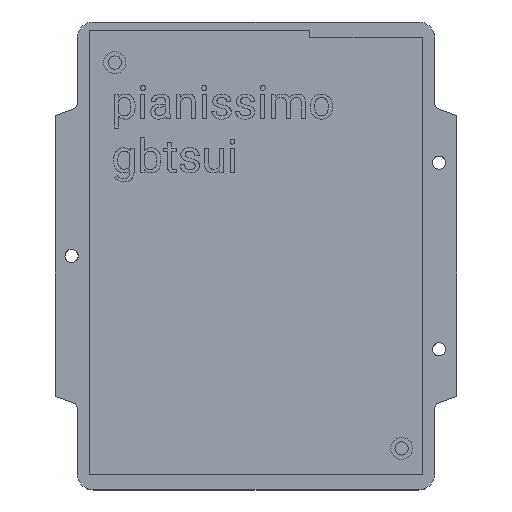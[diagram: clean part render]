
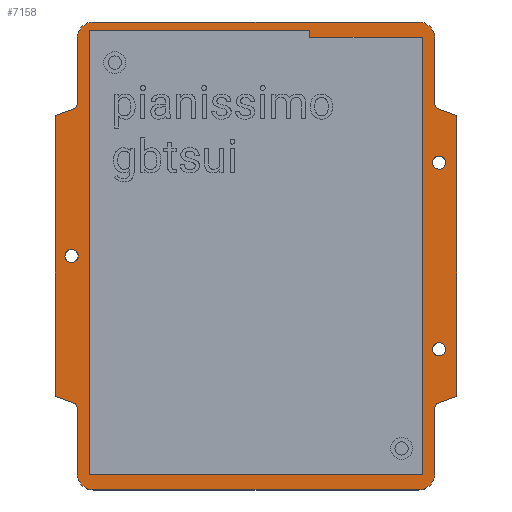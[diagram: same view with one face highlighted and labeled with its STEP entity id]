
A CAD part, top view. The second image highlights one B-rep face of the part: STEP entity #7158.
In plain terms, the highlighted planar face has unit normal (0, 0, 1).
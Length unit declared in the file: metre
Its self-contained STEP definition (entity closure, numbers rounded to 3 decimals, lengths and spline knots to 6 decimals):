
#336=CIRCLE('',#7625,0.0012);
#337=CIRCLE('',#7626,0.0012);
#338=CIRCLE('',#7627,0.0012);
#339=CIRCLE('',#7628,0.001);
#340=CIRCLE('',#7629,0.003);
#341=CIRCLE('',#7630,0.003);
#342=CIRCLE('',#7631,0.001);
#343=CIRCLE('',#7632,0.001);
#344=CIRCLE('',#7633,0.003);
#345=CIRCLE('',#7634,0.003);
#346=CIRCLE('',#7635,0.001);
#1130=ORIENTED_EDGE('',*,*,#3360,.T.);
#1131=ORIENTED_EDGE('',*,*,#3361,.T.);
#1132=ORIENTED_EDGE('',*,*,#3362,.T.);
#1133=ORIENTED_EDGE('',*,*,#3363,.T.);
#1134=ORIENTED_EDGE('',*,*,#3364,.T.);
#1135=ORIENTED_EDGE('',*,*,#3327,.F.);
#1136=ORIENTED_EDGE('',*,*,#3365,.T.);
#1137=ORIENTED_EDGE('',*,*,#3366,.T.);
#1138=ORIENTED_EDGE('',*,*,#3367,.T.);
#1139=ORIENTED_EDGE('',*,*,#3345,.T.);
#1140=ORIENTED_EDGE('',*,*,#3368,.T.);
#1141=ORIENTED_EDGE('',*,*,#3369,.T.);
#1142=ORIENTED_EDGE('',*,*,#3370,.T.);
#1143=ORIENTED_EDGE('',*,*,#3371,.T.);
#1144=ORIENTED_EDGE('',*,*,#3372,.T.);
#1145=ORIENTED_EDGE('',*,*,#3334,.T.);
#1146=ORIENTED_EDGE('',*,*,#3373,.T.);
#1147=ORIENTED_EDGE('',*,*,#3374,.F.);
#1148=ORIENTED_EDGE('',*,*,#3375,.T.);
#1149=ORIENTED_EDGE('',*,*,#3320,.F.);
#1150=ORIENTED_EDGE('',*,*,#3376,.T.);
#1151=ORIENTED_EDGE('',*,*,#3377,.T.);
#1152=ORIENTED_EDGE('',*,*,#3378,.F.);
#1153=ORIENTED_EDGE('',*,*,#3379,.F.);
#1154=ORIENTED_EDGE('',*,*,#3380,.T.);
#1155=ORIENTED_EDGE('',*,*,#3357,.F.);
#1156=ORIENTED_EDGE('',*,*,#3381,.T.);
#1157=ORIENTED_EDGE('',*,*,#3382,.T.);
#1158=ORIENTED_EDGE('',*,*,#3383,.F.);
#3320=EDGE_CURVE('',#4438,#4439,#4984,.T.);
#3327=EDGE_CURVE('',#4445,#4446,#4991,.T.);
#3334=EDGE_CURVE('',#4452,#4453,#4997,.T.);
#3345=EDGE_CURVE('',#4464,#4463,#5006,.T.);
#3357=EDGE_CURVE('',#4470,#4471,#5011,.T.);
#3360=EDGE_CURVE('',#4472,#4472,#336,.F.);
#3361=EDGE_CURVE('',#4473,#4473,#337,.F.);
#3362=EDGE_CURVE('',#4474,#4474,#338,.F.);
#3363=EDGE_CURVE('',#4475,#4476,#5014,.F.);
#3364=EDGE_CURVE('',#4476,#4446,#339,.F.);
#3365=EDGE_CURVE('',#4445,#4477,#340,.T.);
#3366=EDGE_CURVE('',#4477,#4478,#5015,.T.);
#3367=EDGE_CURVE('',#4478,#4464,#341,.T.);
#3368=EDGE_CURVE('',#4463,#4479,#342,.F.);
#3369=EDGE_CURVE('',#4479,#4480,#5016,.T.);
#3370=EDGE_CURVE('',#4480,#4481,#5017,.T.);
#3371=EDGE_CURVE('',#4481,#4482,#5018,.F.);
#3372=EDGE_CURVE('',#4482,#4452,#343,.F.);
#3373=EDGE_CURVE('',#4453,#4483,#344,.T.);
#3374=EDGE_CURVE('',#4484,#4483,#5019,.T.);
#3375=EDGE_CURVE('',#4484,#4439,#345,.T.);
#3376=EDGE_CURVE('',#4438,#4485,#346,.F.);
#3377=EDGE_CURVE('',#4485,#4486,#5020,.T.);
#3378=EDGE_CURVE('',#4475,#4486,#5021,.T.);
#3379=EDGE_CURVE('',#4487,#4488,#5022,.T.);
#3380=EDGE_CURVE('',#4487,#4471,#5023,.T.);
#3381=EDGE_CURVE('',#4470,#4489,#5024,.T.);
#3382=EDGE_CURVE('',#4489,#4490,#5025,.T.);
#3383=EDGE_CURVE('',#4488,#4490,#5026,.T.);
#4438=VERTEX_POINT('',#10108);
#4439=VERTEX_POINT('',#10110);
#4445=VERTEX_POINT('',#10125);
#4446=VERTEX_POINT('',#10126);
#4452=VERTEX_POINT('',#10140);
#4453=VERTEX_POINT('',#10141);
#4463=VERTEX_POINT('',#10162);
#4464=VERTEX_POINT('',#10164);
#4470=VERTEX_POINT('',#10213);
#4471=VERTEX_POINT('',#10214);
#4472=VERTEX_POINT('',#10219);
#4473=VERTEX_POINT('',#10221);
#4474=VERTEX_POINT('',#10223);
#4475=VERTEX_POINT('',#10225);
#4476=VERTEX_POINT('',#10226);
#4477=VERTEX_POINT('',#10229);
#4478=VERTEX_POINT('',#10231);
#4479=VERTEX_POINT('',#10234);
#4480=VERTEX_POINT('',#10236);
#4481=VERTEX_POINT('',#10238);
#4482=VERTEX_POINT('',#10240);
#4483=VERTEX_POINT('',#10243);
#4484=VERTEX_POINT('',#10245);
#4485=VERTEX_POINT('',#10248);
#4486=VERTEX_POINT('',#10250);
#4487=VERTEX_POINT('',#10253);
#4488=VERTEX_POINT('',#10254);
#4489=VERTEX_POINT('',#10257);
#4490=VERTEX_POINT('',#10259);
#4984=LINE('',#10109,#5585);
#4991=LINE('',#10124,#5592);
#4997=LINE('',#10139,#5598);
#5006=LINE('',#10163,#5607);
#5011=LINE('',#10212,#5612);
#5014=LINE('',#10224,#5615);
#5015=LINE('',#10230,#5616);
#5016=LINE('',#10235,#5617);
#5017=LINE('',#10237,#5618);
#5018=LINE('',#10239,#5619);
#5019=LINE('',#10244,#5620);
#5020=LINE('',#10249,#5621);
#5021=LINE('',#10251,#5622);
#5022=LINE('',#10252,#5623);
#5023=LINE('',#10255,#5624);
#5024=LINE('',#10256,#5625);
#5025=LINE('',#10258,#5626);
#5026=LINE('',#10260,#5627);
#5585=VECTOR('',#8083,1.);
#5592=VECTOR('',#8094,1.);
#5598=VECTOR('',#8104,1.);
#5607=VECTOR('',#8119,1.);
#5612=VECTOR('',#8138,1.);
#5615=VECTOR('',#8149,1.);
#5616=VECTOR('',#8154,1.);
#5617=VECTOR('',#8159,1.);
#5618=VECTOR('',#8160,1.);
#5619=VECTOR('',#8161,1.);
#5620=VECTOR('',#8166,1.);
#5621=VECTOR('',#8171,1.);
#5622=VECTOR('',#8172,1.);
#5623=VECTOR('',#8173,1.);
#5624=VECTOR('',#8174,1.);
#5625=VECTOR('',#8175,1.);
#5626=VECTOR('',#8176,1.);
#5627=VECTOR('',#8177,1.);
#6122=EDGE_LOOP('',(#1130));
#6123=EDGE_LOOP('',(#1131));
#6124=EDGE_LOOP('',(#1132));
#6125=EDGE_LOOP('',(#1133,#1134,#1135,#1136,#1137,#1138,#1139,#1140,#1141,
#1142,#1143,#1144,#1145,#1146,#1147,#1148,#1149,#1150,#1151,#1152));
#6126=EDGE_LOOP('',(#1153,#1154,#1155,#1156,#1157,#1158));
#6577=FACE_BOUND('',#6122,.T.);
#6578=FACE_BOUND('',#6123,.T.);
#6579=FACE_BOUND('',#6124,.T.);
#6580=FACE_BOUND('',#6125,.T.);
#6581=FACE_BOUND('',#6126,.T.);
#7008=PLANE('',#7624);
#7158=ADVANCED_FACE('',(#6577,#6578,#6579,#6580,#6581),#7008,.T.);
#7624=AXIS2_PLACEMENT_3D('',#10217,#8141,#8142);
#7625=AXIS2_PLACEMENT_3D('',#10218,#8143,#8144);
#7626=AXIS2_PLACEMENT_3D('',#10220,#8145,#8146);
#7627=AXIS2_PLACEMENT_3D('',#10222,#8147,#8148);
#7628=AXIS2_PLACEMENT_3D('',#10227,#8150,#8151);
#7629=AXIS2_PLACEMENT_3D('',#10228,#8152,#8153);
#7630=AXIS2_PLACEMENT_3D('',#10232,#8155,#8156);
#7631=AXIS2_PLACEMENT_3D('',#10233,#8157,#8158);
#7632=AXIS2_PLACEMENT_3D('',#10241,#8162,#8163);
#7633=AXIS2_PLACEMENT_3D('',#10242,#8164,#8165);
#7634=AXIS2_PLACEMENT_3D('',#10246,#8167,#8168);
#7635=AXIS2_PLACEMENT_3D('',#10247,#8169,#8170);
#8083=DIRECTION('',(0.,-1.,0.));
#8094=DIRECTION('',(0.,-1.,0.));
#8104=DIRECTION('',(0.,-1.,0.));
#8119=DIRECTION('',(0.,-1.,0.));
#8138=DIRECTION('',(-1.,0.,0.));
#8141=DIRECTION('',(0.,0.,1.));
#8142=DIRECTION('',(1.,0.,0.));
#8143=DIRECTION('',(0.,0.,1.));
#8144=DIRECTION('',(1.,0.,0.));
#8145=DIRECTION('',(0.,0.,1.));
#8146=DIRECTION('',(1.,0.,0.));
#8147=DIRECTION('',(0.,0.,1.));
#8148=DIRECTION('',(1.,0.,0.));
#8149=DIRECTION('',(0.94,-0.342,0.));
#8150=DIRECTION('',(0.,0.,1.));
#8151=DIRECTION('',(1.,0.,0.));
#8152=DIRECTION('',(0.,0.,1.));
#8153=DIRECTION('',(1.,0.,0.));
#8154=DIRECTION('',(-1.,0.,0.));
#8155=DIRECTION('',(0.,0.,1.));
#8156=DIRECTION('',(1.,0.,0.));
#8157=DIRECTION('',(0.,0.,1.));
#8158=DIRECTION('',(1.,0.,0.));
#8159=DIRECTION('',(-0.94,-0.342,0.));
#8160=DIRECTION('',(0.,-1.,0.));
#8161=DIRECTION('',(-0.94,0.342,0.));
#8162=DIRECTION('',(0.,0.,1.));
#8163=DIRECTION('',(1.,0.,0.));
#8164=DIRECTION('',(0.,0.,1.));
#8165=DIRECTION('',(1.,0.,0.));
#8166=DIRECTION('',(-1.,0.,0.));
#8167=DIRECTION('',(0.,0.,1.));
#8168=DIRECTION('',(1.,0.,0.));
#8169=DIRECTION('',(0.,0.,1.));
#8170=DIRECTION('',(1.,0.,0.));
#8171=DIRECTION('',(0.94,0.342,0.));
#8172=DIRECTION('',(0.,-1.,0.));
#8173=DIRECTION('',(-1.,0.,0.));
#8174=DIRECTION('',(0.,-1.,0.));
#8175=DIRECTION('',(0.,-1.,0.));
#8176=DIRECTION('',(-1.,0.,0.));
#8177=DIRECTION('',(0.,-1.,0.));
#10108=CARTESIAN_POINT('',(0.0325,-0.027656,0.012));
#10109=CARTESIAN_POINT('',(0.0325,0.,0.012));
#10110=CARTESIAN_POINT('',(0.0325,-0.0395,0.012));
#10124=CARTESIAN_POINT('',(0.0325,0.,0.012));
#10125=CARTESIAN_POINT('',(0.0325,0.0395,0.012));
#10126=CARTESIAN_POINT('',(0.0325,0.027656,0.012));
#10139=CARTESIAN_POINT('',(-0.0325,0.,0.012));
#10140=CARTESIAN_POINT('',(-0.0325,-0.027656,0.012));
#10141=CARTESIAN_POINT('',(-0.0325,-0.0395,0.012));
#10162=CARTESIAN_POINT('',(-0.0325,0.027656,0.012));
#10163=CARTESIAN_POINT('',(-0.0325,0.,0.012));
#10164=CARTESIAN_POINT('',(-0.0325,0.0395,0.012));
#10212=CARTESIAN_POINT('',(0.,0.03975,0.012));
#10213=CARTESIAN_POINT('',(0.03025,0.03975,0.012));
#10214=CARTESIAN_POINT('',(0.00975,0.03975,0.012));
#10217=CARTESIAN_POINT('',(0.,0.,0.012));
#10218=CARTESIAN_POINT('',(-0.0335,0.,0.012));
#10219=CARTESIAN_POINT('',(-0.0323,0.,0.012));
#10220=CARTESIAN_POINT('',(0.03325,-0.016956,0.012));
#10221=CARTESIAN_POINT('',(0.03445,-0.016956,0.012));
#10222=CARTESIAN_POINT('',(0.03325,0.016956,0.012));
#10223=CARTESIAN_POINT('',(0.03445,0.016956,0.012));
#10224=CARTESIAN_POINT('',(0.012465,0.034248,0.012));
#10225=CARTESIAN_POINT('',(0.0365,0.0255,0.012));
#10226=CARTESIAN_POINT('',(0.033158,0.026716,0.012));
#10227=CARTESIAN_POINT('',(0.0335,0.027656,0.012));
#10228=CARTESIAN_POINT('',(0.0295,0.0395,0.012));
#10229=CARTESIAN_POINT('',(0.0295,0.0425,0.012));
#10230=CARTESIAN_POINT('',(0.,0.0425,0.012));
#10231=CARTESIAN_POINT('',(-0.0295,0.0425,0.012));
#10232=CARTESIAN_POINT('',(-0.0295,0.0395,0.012));
#10233=CARTESIAN_POINT('',(-0.0335,0.027656,0.012));
#10234=CARTESIAN_POINT('',(-0.033158,0.026716,0.012));
#10235=CARTESIAN_POINT('',(-0.012465,0.034248,0.012));
#10236=CARTESIAN_POINT('',(-0.0365,0.0255,0.012));
#10237=CARTESIAN_POINT('',(-0.0365,0.,0.012));
#10238=CARTESIAN_POINT('',(-0.0365,-0.0255,0.012));
#10239=CARTESIAN_POINT('',(-0.012465,-0.034248,0.012));
#10240=CARTESIAN_POINT('',(-0.033158,-0.026716,0.012));
#10241=CARTESIAN_POINT('',(-0.0335,-0.027656,0.012));
#10242=CARTESIAN_POINT('',(-0.0295,-0.0395,0.012));
#10243=CARTESIAN_POINT('',(-0.0295,-0.0425,0.012));
#10244=CARTESIAN_POINT('',(0.,-0.0425,0.012));
#10245=CARTESIAN_POINT('',(0.0295,-0.0425,0.012));
#10246=CARTESIAN_POINT('',(0.0295,-0.0395,0.012));
#10247=CARTESIAN_POINT('',(0.0335,-0.027656,0.012));
#10248=CARTESIAN_POINT('',(0.033158,-0.026716,0.012));
#10249=CARTESIAN_POINT('',(0.012465,-0.034248,0.012));
#10250=CARTESIAN_POINT('',(0.0365,-0.0255,0.012));
#10251=CARTESIAN_POINT('',(0.0365,0.,0.012));
#10252=CARTESIAN_POINT('',(0.,0.04095,0.012));
#10253=CARTESIAN_POINT('',(0.00975,0.04095,0.012));
#10254=CARTESIAN_POINT('',(-0.03025,0.04095,0.012));
#10255=CARTESIAN_POINT('',(0.00975,0.04095,0.012));
#10256=CARTESIAN_POINT('',(0.03025,0.,0.012));
#10257=CARTESIAN_POINT('',(0.03025,-0.03975,0.012));
#10258=CARTESIAN_POINT('',(0.,-0.03975,0.012));
#10259=CARTESIAN_POINT('',(-0.03025,-0.03975,0.012));
#10260=CARTESIAN_POINT('',(-0.03025,0.,0.012));
